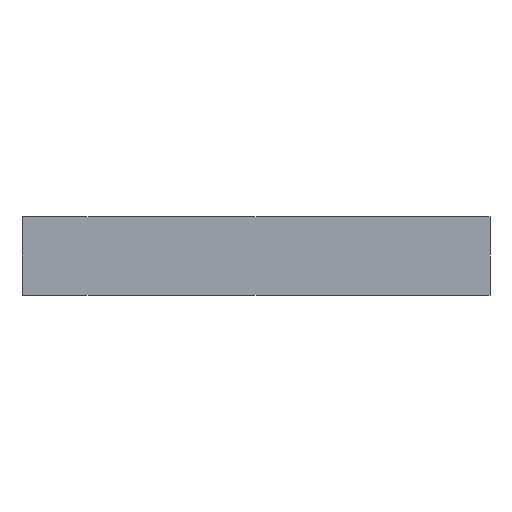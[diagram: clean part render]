
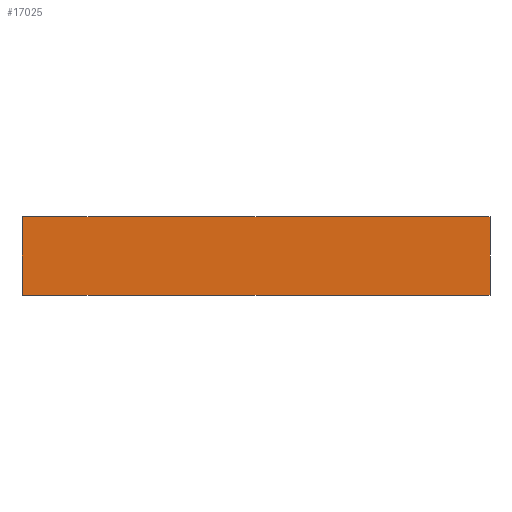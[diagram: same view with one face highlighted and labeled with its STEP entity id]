
A CAD part, front view. The second image highlights one B-rep face of the part: STEP entity #17025.
In plain terms, the highlighted planar face has unit normal (0, -1, 0).
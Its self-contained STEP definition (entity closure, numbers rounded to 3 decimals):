
#14372 = PLANE('',#14373);
#14373 = AXIS2_PLACEMENT_3D('',#14374,#14375,#14376);
#14374 = CARTESIAN_POINT('',(0.,0.,-1.6
    ));
#14375 = DIRECTION('',(0.,0.,-1.));
#14376 = DIRECTION('',(-1.,0.,0.));
#14507 = PLANE('',#14508);
#14508 = AXIS2_PLACEMENT_3D('',#14509,#14510,#14511);
#14509 = CARTESIAN_POINT('',(0.,0.,1.6)
  );
#14510 = DIRECTION('',(0.,0.,1.));
#14511 = DIRECTION('',(0.,1.,0.));
#15522 = EDGE_CURVE('',#15523,#15525,#15527,.T.);
#15523 = VERTEX_POINT('',#15524);
#15524 = CARTESIAN_POINT('',(-9.5,-82.5,-1.6));
#15525 = VERTEX_POINT('',#15526);
#15526 = CARTESIAN_POINT('',(9.5,-82.5,-1.6));
#15527 = SURFACE_CURVE('',#15528,(#15532,#15539),.PCURVE_S1.);
#15528 = LINE('',#15529,#15530);
#15529 = CARTESIAN_POINT('',(-9.5,-82.5,-1.6));
#15530 = VECTOR('',#15531,1.);
#15531 = DIRECTION('',(1.,-0.,0.));
#15532 = PCURVE('',#14372,#15533);
#15533 = DEFINITIONAL_REPRESENTATION('',(#15534),#15538);
#15534 = LINE('',#15535,#15536);
#15535 = CARTESIAN_POINT('',(9.5,-82.5));
#15536 = VECTOR('',#15537,1.);
#15537 = DIRECTION('',(-1.,0.));
#15538 = ( GEOMETRIC_REPRESENTATION_CONTEXT(2) 
PARAMETRIC_REPRESENTATION_CONTEXT() REPRESENTATION_CONTEXT('2D SPACE',''
  ) );
#15539 = PCURVE('',#15540,#15545);
#15540 = PLANE('',#15541);
#15541 = AXIS2_PLACEMENT_3D('',#15542,#15543,#15544);
#15542 = CARTESIAN_POINT('',(0.,-82.5,0.));
#15543 = DIRECTION('',(0.,-1.,0.));
#15544 = DIRECTION('',(0.,0.,-1.));
#15545 = DEFINITIONAL_REPRESENTATION('',(#15546),#15550);
#15546 = LINE('',#15547,#15548);
#15547 = CARTESIAN_POINT('',(1.6,-9.5));
#15548 = VECTOR('',#15549,1.);
#15549 = DIRECTION('',(0.,1.));
#15550 = ( GEOMETRIC_REPRESENTATION_CONTEXT(2) 
PARAMETRIC_REPRESENTATION_CONTEXT() REPRESENTATION_CONTEXT('2D SPACE',''
  ) );
#15568 = PLANE('',#15569);
#15569 = AXIS2_PLACEMENT_3D('',#15570,#15571,#15572);
#15570 = CARTESIAN_POINT('',(-9.5,-70.,0.));
#15571 = DIRECTION('',(-1.,0.,0.));
#15572 = DIRECTION('',(0.,0.,-1.));
#15827 = PLANE('',#15828);
#15828 = AXIS2_PLACEMENT_3D('',#15829,#15830,#15831);
#15829 = CARTESIAN_POINT('',(9.5,-70.,0.));
#15830 = DIRECTION('',(1.,0.,0.));
#15831 = DIRECTION('',(0.,0.,1.));
#15914 = EDGE_CURVE('',#15915,#15917,#15919,.T.);
#15915 = VERTEX_POINT('',#15916);
#15916 = CARTESIAN_POINT('',(9.5,-82.5,1.6));
#15917 = VERTEX_POINT('',#15918);
#15918 = CARTESIAN_POINT('',(-9.5,-82.5,1.6));
#15919 = SURFACE_CURVE('',#15920,(#15924,#15931),.PCURVE_S1.);
#15920 = LINE('',#15921,#15922);
#15921 = CARTESIAN_POINT('',(9.5,-82.5,1.6));
#15922 = VECTOR('',#15923,1.);
#15923 = DIRECTION('',(-1.,0.,0.));
#15924 = PCURVE('',#14507,#15925);
#15925 = DEFINITIONAL_REPRESENTATION('',(#15926),#15930);
#15926 = LINE('',#15927,#15928);
#15927 = CARTESIAN_POINT('',(-82.5,-9.5));
#15928 = VECTOR('',#15929,1.);
#15929 = DIRECTION('',(0.,1.));
#15930 = ( GEOMETRIC_REPRESENTATION_CONTEXT(2) 
PARAMETRIC_REPRESENTATION_CONTEXT() REPRESENTATION_CONTEXT('2D SPACE',''
  ) );
#15931 = PCURVE('',#15540,#15932);
#15932 = DEFINITIONAL_REPRESENTATION('',(#15933),#15937);
#15933 = LINE('',#15934,#15935);
#15934 = CARTESIAN_POINT('',(-1.6,9.5));
#15935 = VECTOR('',#15936,1.);
#15936 = DIRECTION('',(0.,-1.));
#15937 = ( GEOMETRIC_REPRESENTATION_CONTEXT(2) 
PARAMETRIC_REPRESENTATION_CONTEXT() REPRESENTATION_CONTEXT('2D SPACE',''
  ) );
#17025 = ADVANCED_FACE('',(#17026),#15540,.T.);
#17026 = FACE_BOUND('',#17027,.T.);
#17027 = EDGE_LOOP('',(#17028,#17029,#17050,#17051));
#17028 = ORIENTED_EDGE('',*,*,#15522,.T.);
#17029 = ORIENTED_EDGE('',*,*,#17030,.F.);
#17030 = EDGE_CURVE('',#15915,#15525,#17031,.T.);
#17031 = SURFACE_CURVE('',#17032,(#17036,#17043),.PCURVE_S1.);
#17032 = LINE('',#17033,#17034);
#17033 = CARTESIAN_POINT('',(9.5,-82.5,1.6));
#17034 = VECTOR('',#17035,1.);
#17035 = DIRECTION('',(0.,0.,-1.));
#17036 = PCURVE('',#15540,#17037);
#17037 = DEFINITIONAL_REPRESENTATION('',(#17038),#17042);
#17038 = LINE('',#17039,#17040);
#17039 = CARTESIAN_POINT('',(-1.6,9.5));
#17040 = VECTOR('',#17041,1.);
#17041 = DIRECTION('',(1.,0.));
#17042 = ( GEOMETRIC_REPRESENTATION_CONTEXT(2) 
PARAMETRIC_REPRESENTATION_CONTEXT() REPRESENTATION_CONTEXT('2D SPACE',''
  ) );
#17043 = PCURVE('',#15827,#17044);
#17044 = DEFINITIONAL_REPRESENTATION('',(#17045),#17049);
#17045 = LINE('',#17046,#17047);
#17046 = CARTESIAN_POINT('',(1.6,12.5));
#17047 = VECTOR('',#17048,1.);
#17048 = DIRECTION('',(-1.,0.));
#17049 = ( GEOMETRIC_REPRESENTATION_CONTEXT(2) 
PARAMETRIC_REPRESENTATION_CONTEXT() REPRESENTATION_CONTEXT('2D SPACE',''
  ) );
#17050 = ORIENTED_EDGE('',*,*,#15914,.T.);
#17051 = ORIENTED_EDGE('',*,*,#17052,.T.);
#17052 = EDGE_CURVE('',#15917,#15523,#17053,.T.);
#17053 = SURFACE_CURVE('',#17054,(#17058,#17065),.PCURVE_S1.);
#17054 = LINE('',#17055,#17056);
#17055 = CARTESIAN_POINT('',(-9.5,-82.5,1.6));
#17056 = VECTOR('',#17057,1.);
#17057 = DIRECTION('',(0.,0.,-1.));
#17058 = PCURVE('',#15540,#17059);
#17059 = DEFINITIONAL_REPRESENTATION('',(#17060),#17064);
#17060 = LINE('',#17061,#17062);
#17061 = CARTESIAN_POINT('',(-1.6,-9.5));
#17062 = VECTOR('',#17063,1.);
#17063 = DIRECTION('',(1.,0.));
#17064 = ( GEOMETRIC_REPRESENTATION_CONTEXT(2) 
PARAMETRIC_REPRESENTATION_CONTEXT() REPRESENTATION_CONTEXT('2D SPACE',''
  ) );
#17065 = PCURVE('',#15568,#17066);
#17066 = DEFINITIONAL_REPRESENTATION('',(#17067),#17071);
#17067 = LINE('',#17068,#17069);
#17068 = CARTESIAN_POINT('',(-1.6,12.5));
#17069 = VECTOR('',#17070,1.);
#17070 = DIRECTION('',(1.,0.));
#17071 = ( GEOMETRIC_REPRESENTATION_CONTEXT(2) 
PARAMETRIC_REPRESENTATION_CONTEXT() REPRESENTATION_CONTEXT('2D SPACE',''
  ) );
